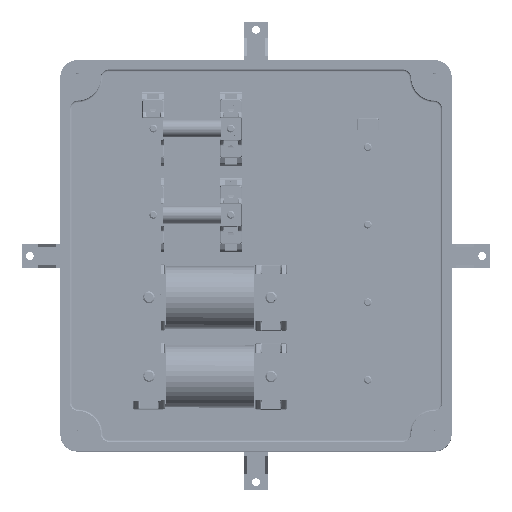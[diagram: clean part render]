
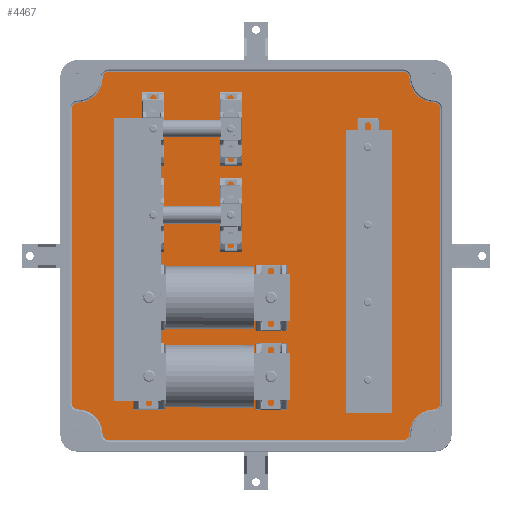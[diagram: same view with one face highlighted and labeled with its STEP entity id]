
A CAD part, top view. The second image highlights one B-rep face of the part: STEP entity #4467.
In plain terms, the highlighted planar face has unit normal (0, 0, 1).
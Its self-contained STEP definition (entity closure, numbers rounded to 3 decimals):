
#813=PLANE('',#17264);
#2062=LINE('',#28188,#3281);
#2063=LINE('',#28196,#3282);
#2064=LINE('',#28204,#3283);
#2065=LINE('',#28212,#3284);
#3281=VECTOR('',#19583,1.);
#3282=VECTOR('',#19590,1.);
#3283=VECTOR('',#19597,1.);
#3284=VECTOR('',#19604,1.);
#4467=ADVANCED_FACE('',(#5542),#813,.F.);
#5542=FACE_OUTER_BOUND('',#6462,.T.);
#6462=EDGE_LOOP('',(#9453,#9454,#9455,#9456,#9457,#9458,#9459,#9460,#9461,
#9462,#9463,#9464,#9465,#9466,#9467,#9468));
#7367=CIRCLE('',#17252,5.029);
#7368=CIRCLE('',#17253,20.523);
#7369=CIRCLE('',#17254,5.182);
#7370=CIRCLE('',#17255,5.182);
#7371=CIRCLE('',#17256,20.523);
#7372=CIRCLE('',#17257,5.182);
#7373=CIRCLE('',#17258,5.182);
#7374=CIRCLE('',#17259,20.523);
#7375=CIRCLE('',#17260,5.182);
#7376=CIRCLE('',#17261,5.182);
#7377=CIRCLE('',#17262,20.523);
#7378=CIRCLE('',#17263,5.182);
#9453=ORIENTED_EDGE('',*,*,#14927,.T.);
#9454=ORIENTED_EDGE('',*,*,#14928,.T.);
#9455=ORIENTED_EDGE('',*,*,#14929,.T.);
#9456=ORIENTED_EDGE('',*,*,#14930,.T.);
#9457=ORIENTED_EDGE('',*,*,#14931,.T.);
#9458=ORIENTED_EDGE('',*,*,#14932,.T.);
#9459=ORIENTED_EDGE('',*,*,#14933,.T.);
#9460=ORIENTED_EDGE('',*,*,#14934,.T.);
#9461=ORIENTED_EDGE('',*,*,#14935,.T.);
#9462=ORIENTED_EDGE('',*,*,#14936,.T.);
#9463=ORIENTED_EDGE('',*,*,#14937,.T.);
#9464=ORIENTED_EDGE('',*,*,#14938,.T.);
#9465=ORIENTED_EDGE('',*,*,#14939,.T.);
#9466=ORIENTED_EDGE('',*,*,#14940,.T.);
#9467=ORIENTED_EDGE('',*,*,#14941,.T.);
#9468=ORIENTED_EDGE('',*,*,#14942,.T.);
#13110=VERTEX_POINT('',#28182);
#13111=VERTEX_POINT('',#28183);
#13112=VERTEX_POINT('',#28185);
#13113=VERTEX_POINT('',#28187);
#13114=VERTEX_POINT('',#28189);
#13115=VERTEX_POINT('',#28191);
#13116=VERTEX_POINT('',#28193);
#13117=VERTEX_POINT('',#28195);
#13118=VERTEX_POINT('',#28197);
#13119=VERTEX_POINT('',#28199);
#13120=VERTEX_POINT('',#28201);
#13121=VERTEX_POINT('',#28203);
#13122=VERTEX_POINT('',#28205);
#13123=VERTEX_POINT('',#28207);
#13124=VERTEX_POINT('',#28209);
#13125=VERTEX_POINT('',#28211);
#14927=EDGE_CURVE('',#13110,#13111,#7367,.T.);
#14928=EDGE_CURVE('',#13111,#13112,#7368,.T.);
#14929=EDGE_CURVE('',#13112,#13113,#7369,.T.);
#14930=EDGE_CURVE('',#13113,#13114,#2062,.T.);
#14931=EDGE_CURVE('',#13114,#13115,#7370,.T.);
#14932=EDGE_CURVE('',#13115,#13116,#7371,.T.);
#14933=EDGE_CURVE('',#13116,#13117,#7372,.T.);
#14934=EDGE_CURVE('',#13117,#13118,#2063,.T.);
#14935=EDGE_CURVE('',#13118,#13119,#7373,.T.);
#14936=EDGE_CURVE('',#13119,#13120,#7374,.T.);
#14937=EDGE_CURVE('',#13120,#13121,#7375,.T.);
#14938=EDGE_CURVE('',#13121,#13122,#2064,.T.);
#14939=EDGE_CURVE('',#13122,#13123,#7376,.T.);
#14940=EDGE_CURVE('',#13123,#13124,#7377,.T.);
#14941=EDGE_CURVE('',#13124,#13125,#7378,.T.);
#14942=EDGE_CURVE('',#13125,#13110,#2065,.T.);
#17252=AXIS2_PLACEMENT_3D('',#28181,#19577,#19578);
#17253=AXIS2_PLACEMENT_3D('',#28184,#19579,#19580);
#17254=AXIS2_PLACEMENT_3D('',#28186,#19581,#19582);
#17255=AXIS2_PLACEMENT_3D('',#28190,#19584,#19585);
#17256=AXIS2_PLACEMENT_3D('',#28192,#19586,#19587);
#17257=AXIS2_PLACEMENT_3D('',#28194,#19588,#19589);
#17258=AXIS2_PLACEMENT_3D('',#28198,#19591,#19592);
#17259=AXIS2_PLACEMENT_3D('',#28200,#19593,#19594);
#17260=AXIS2_PLACEMENT_3D('',#28202,#19595,#19596);
#17261=AXIS2_PLACEMENT_3D('',#28206,#19598,#19599);
#17262=AXIS2_PLACEMENT_3D('',#28208,#19600,#19601);
#17263=AXIS2_PLACEMENT_3D('',#28210,#19602,#19603);
#17264=AXIS2_PLACEMENT_3D('',#28213,#19605,#19606);
#19577=DIRECTION('',(0.,0.,1.));
#19578=DIRECTION('',(-1.,0.,0.));
#19579=DIRECTION('',(0.,0.,-1.));
#19580=DIRECTION('',(-1.,0.,0.));
#19581=DIRECTION('',(0.,0.,1.));
#19582=DIRECTION('',(-1.,0.,0.));
#19583=DIRECTION('',(0.,-1.,0.));
#19584=DIRECTION('',(0.,0.,1.));
#19585=DIRECTION('',(-1.,0.,0.));
#19586=DIRECTION('',(0.,0.,-1.));
#19587=DIRECTION('',(-1.,0.,0.));
#19588=DIRECTION('',(0.,0.,1.));
#19589=DIRECTION('',(-1.,0.,0.));
#19590=DIRECTION('',(1.,0.,0.));
#19591=DIRECTION('',(0.,0.,1.));
#19592=DIRECTION('',(-1.,0.,0.));
#19593=DIRECTION('',(0.,0.,-1.));
#19594=DIRECTION('',(-1.,0.,0.));
#19595=DIRECTION('',(0.,0.,1.));
#19596=DIRECTION('',(-1.,0.,0.));
#19597=DIRECTION('',(0.,1.,0.));
#19598=DIRECTION('',(0.,0.,1.));
#19599=DIRECTION('',(-1.,0.,0.));
#19600=DIRECTION('',(0.,0.,-1.));
#19601=DIRECTION('',(-1.,0.,0.));
#19602=DIRECTION('',(0.,0.,1.));
#19603=DIRECTION('',(-1.,0.,0.));
#19604=DIRECTION('',(-1.,0.,0.));
#19605=DIRECTION('',(0.,0.,-1.));
#19606=DIRECTION('',(1.,0.,0.));
#28181=CARTESIAN_POINT('',(-119.485,144.628,8.89));
#28182=CARTESIAN_POINT('',(-119.485,149.657,8.89));
#28183=CARTESIAN_POINT('',(-124.513,144.708,8.89));
#28184=CARTESIAN_POINT('',(-145.034,145.034,8.89));
#28185=CARTESIAN_POINT('',(-144.588,124.516,8.89));
#28186=CARTESIAN_POINT('',(-144.475,119.335,8.89));
#28187=CARTESIAN_POINT('',(-149.657,119.335,8.89));
#28188=CARTESIAN_POINT('',(-149.657,145.034,8.89));
#28189=CARTESIAN_POINT('',(-149.657,-119.335,8.89));
#28190=CARTESIAN_POINT('',(-144.475,-119.335,8.89));
#28191=CARTESIAN_POINT('',(-144.588,-124.516,8.89));
#28192=CARTESIAN_POINT('',(-145.034,-145.034,8.89));
#28193=CARTESIAN_POINT('',(-124.516,-144.588,8.89));
#28194=CARTESIAN_POINT('',(-119.335,-144.475,8.89));
#28195=CARTESIAN_POINT('',(-119.335,-149.657,8.89));
#28196=CARTESIAN_POINT('',(145.034,-149.657,8.89));
#28197=CARTESIAN_POINT('',(119.335,-149.657,8.89));
#28198=CARTESIAN_POINT('',(119.335,-144.475,8.89));
#28199=CARTESIAN_POINT('',(124.516,-144.588,8.89));
#28200=CARTESIAN_POINT('',(145.034,-145.034,8.89));
#28201=CARTESIAN_POINT('',(144.588,-124.516,8.89));
#28202=CARTESIAN_POINT('',(144.475,-119.335,8.89));
#28203=CARTESIAN_POINT('',(149.657,-119.335,8.89));
#28204=CARTESIAN_POINT('',(149.657,145.034,8.89));
#28205=CARTESIAN_POINT('',(149.657,119.335,8.89));
#28206=CARTESIAN_POINT('',(144.475,119.335,8.89));
#28207=CARTESIAN_POINT('',(144.588,124.516,8.89));
#28208=CARTESIAN_POINT('',(145.034,145.034,8.89));
#28209=CARTESIAN_POINT('',(124.516,144.588,8.89));
#28210=CARTESIAN_POINT('',(119.335,144.475,8.89));
#28211=CARTESIAN_POINT('',(119.335,149.657,8.89));
#28212=CARTESIAN_POINT('',(145.034,149.657,8.89));
#28213=CARTESIAN_POINT('',(145.034,145.034,8.89));
